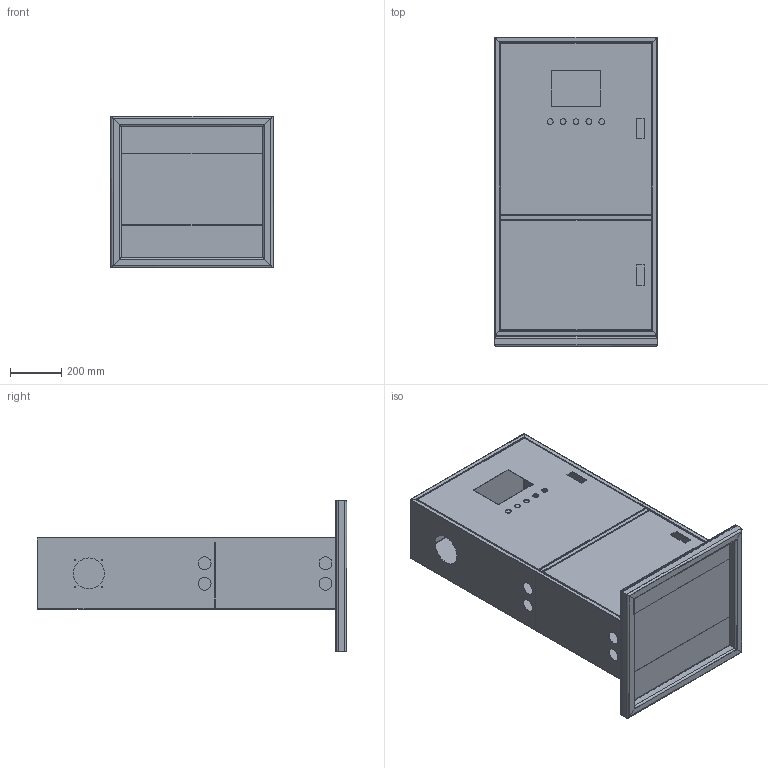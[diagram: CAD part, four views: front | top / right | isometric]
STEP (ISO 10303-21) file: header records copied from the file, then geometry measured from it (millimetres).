
FILE_DESCRIPTION (( 'STEP AP203' ), '1' );
FILE_NAME ('MCFZ1109-06 µçÆø¹ñ.STEP', '2022-12-03T00:33:28', ( '' ), ( '' ), 'SwSTEP 2.0', 'SolidWorks 2017', '' );
FILE_SCHEMA (( 'CONFIG_CONTROL_DESIGN' ));
Length unit declared in the file: millimetre
Products named in the file (5): MCFZ1109-06A003 奻脯萇眊藷; MCFZ1109-06 萇ァ嶄; MCFZ1109-06A001 萇眊; MCFZ1109-06A002 底座_默认<按加工>; MCFZ1109-06A004 狟脯ァ埭眊藷
Assembly tree (4 placements, depth 2):
  MCFZ1109-06 萇ァ嶄
    MCFZ1109-06A001 萇眊
    MCFZ1109-06A002 底座_默认<按加工>
    MCFZ1109-06A003 奻脯萇眊藷
    MCFZ1109-06A004 狟脯ァ埭眊藷
Bounding box: 630 x 1202 x 590 mm (x, y, z)
Volume: 6190640.5 mm3; surface area: 7017716.3 mm2
Topology: 10 solids, 10 shells, 518 faces, 1166 edges, 668 vertices
Faces by surface type: plane 280, cylinder 166, bspline 56, cone 16
Entity records: 17193 total; most frequent: CARTESIAN_POINT 5759, ORIENTED_EDGE 2300, DIRECTION 2068, EDGE_CURVE 1150, LINE 818, VECTOR 818, VERTEX_POINT 668, AXIS2_PLACEMENT_3D 625
